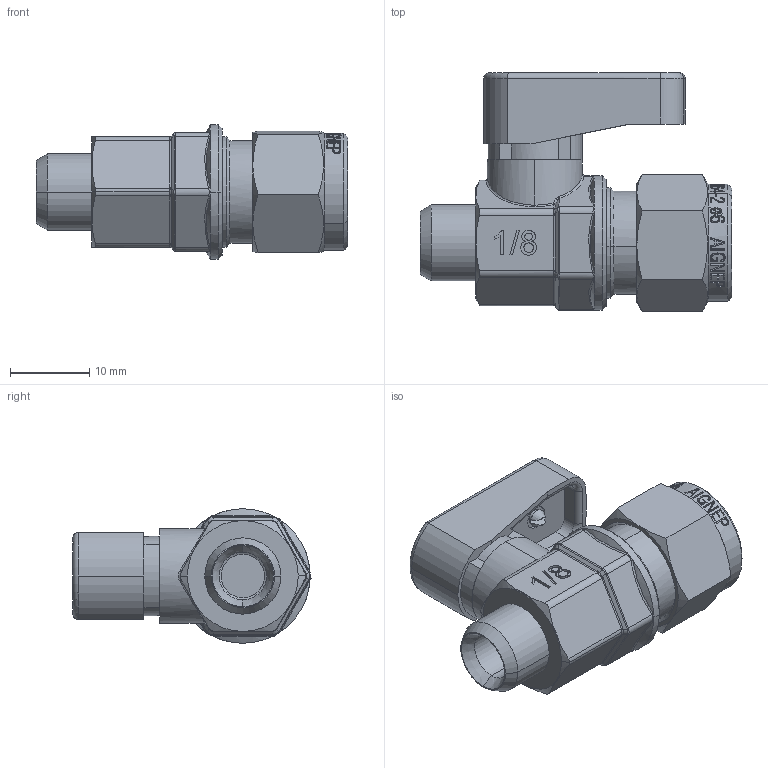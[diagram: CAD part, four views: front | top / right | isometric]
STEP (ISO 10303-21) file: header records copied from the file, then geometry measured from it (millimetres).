
FILE_DESCRIPTION (( 'STEP AP214' ), '1' );
FILE_NAME ('0644000002.step', '2012-10-02T16:32:29', ( '' ), ( '' ), 'SwSTEP 2.0', 'SolidWorks 2012', '' );
FILE_SCHEMA (( 'AUTOMOTIVE_DESIGN' ));
Length unit declared in the file: millimetre
Products named in the file (1): 0644000002
Bounding box: 39.37 x 30.15 x 17 mm (x, y, z)
Volume: 8235.7 mm3; surface area: 4153.6 mm2
Topology: 8 solids, 17 shells, 863 faces, 2196 edges, 1420 vertices
Faces by surface type: plane 343, bspline 318, cylinder 134, cone 38, torus 28, sphere 2
Entity records: 44531 total; most frequent: CARTESIAN_POINT 26113, ORIENTED_EDGE 4392, DIRECTION 2791, EDGE_CURVE 2196, VERTEX_POINT 1420, AXIS2_PLACEMENT_3D 942, EDGE_LOOP 928, VECTOR 907
